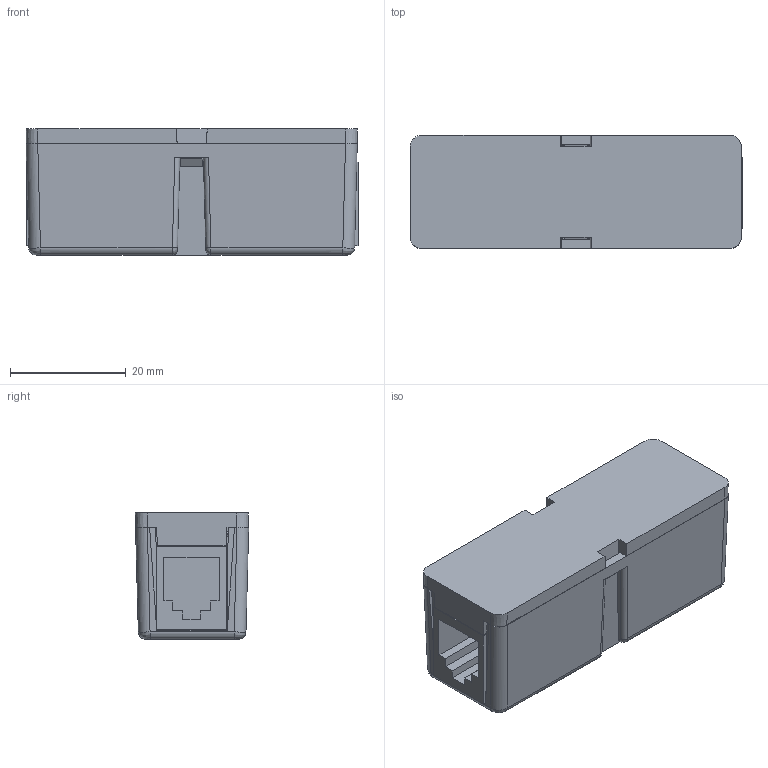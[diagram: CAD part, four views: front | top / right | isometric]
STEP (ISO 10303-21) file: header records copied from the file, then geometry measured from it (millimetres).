
FILE_DESCRIPTION (( 'STEP AP214' ), '1' );
FILE_NAME ('2391.stp', '2018-02-15T17:02:43', ( '' ), ( '' ), 'SwSTEP 2.0', 'SolidWorks 2017', '' );
FILE_SCHEMA (( 'AUTOMOTIVE_DESIGN' ));
Length unit declared in the file: millimetre
Products named in the file (5): 35574-00; 35574-01; 83066; 82360; 2391
Assembly tree (5 placements, depth 2):
  2391
    35574-01
    82360
    83066  x2
    35574-00
Bounding box: 57.48 x 19.63 x 21.84 mm (x, y, z)
Volume: 11440.5 mm3; surface area: 14909 mm2
Topology: 5 solids, 5 shells, 265 faces, 748 edges, 488 vertices
Faces by surface type: plane 171, cylinder 50, cone 36, bspline 8
Entity records: 7792 total; most frequent: CARTESIAN_POINT 1714, ORIENTED_EDGE 1276, DIRECTION 1174, EDGE_CURVE 638, VECTOR 498, LINE 498, VERTEX_POINT 418, AXIS2_PLACEMENT_3D 338
